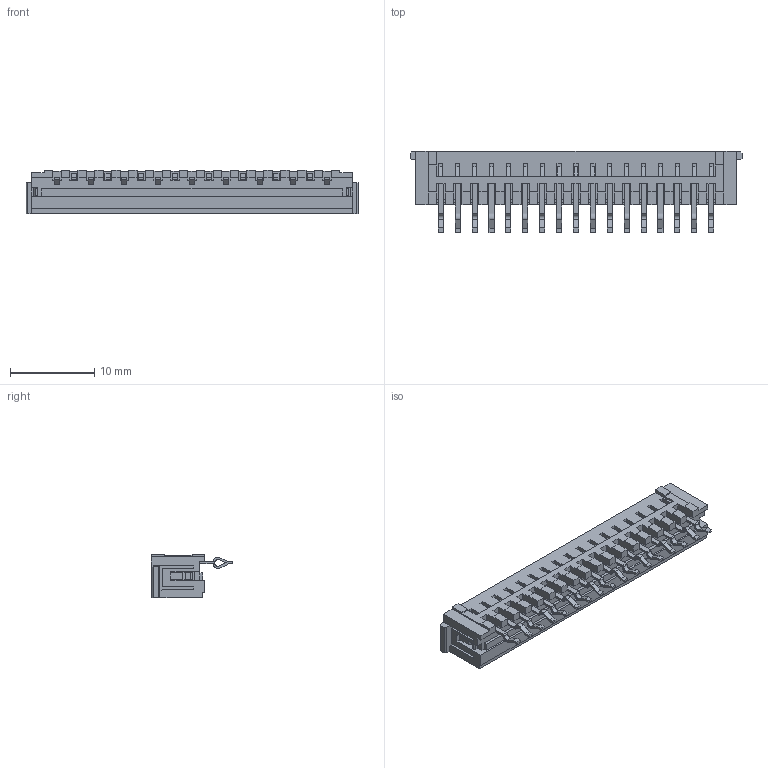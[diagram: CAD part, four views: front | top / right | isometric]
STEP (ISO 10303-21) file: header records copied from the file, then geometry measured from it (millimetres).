
FILE_DESCRIPTION((''),'2;1');
FILE_NAME('521471710','2017-02-17T',('ghp'),(''),'PRO/ENGINEER BY PARAMETRIC TECHNOLOGY CORPORATION, 2012310','PRO/ENGINEER BY PARAMETRIC TECHNOLOGY CORPORATION, 2012310','');
FILE_SCHEMA(('CONFIG_CONTROL_DESIGN'));
Length unit declared in the file: millimetre
Products named in the file (1): 521471710
Bounding box: 39.3 x 9.6 x 5.2 mm (x, y, z)
Volume: 1039.1 mm3; surface area: 1454.7 mm2
Topology: 1 solids, 1 shells, 826 faces, 2339 edges, 1549 vertices
Faces by surface type: plane 707, bspline 68, cylinder 51
Entity records: 27609 total; most frequent: CARTESIAN_POINT 6243, ORIENTED_EDGE 4604, DIRECTION 3995, EDGE_CURVE 2302, VECTOR 2203, LINE 2203, VERTEX_POINT 1512, AXIS2_PLACEMENT_3D 896
